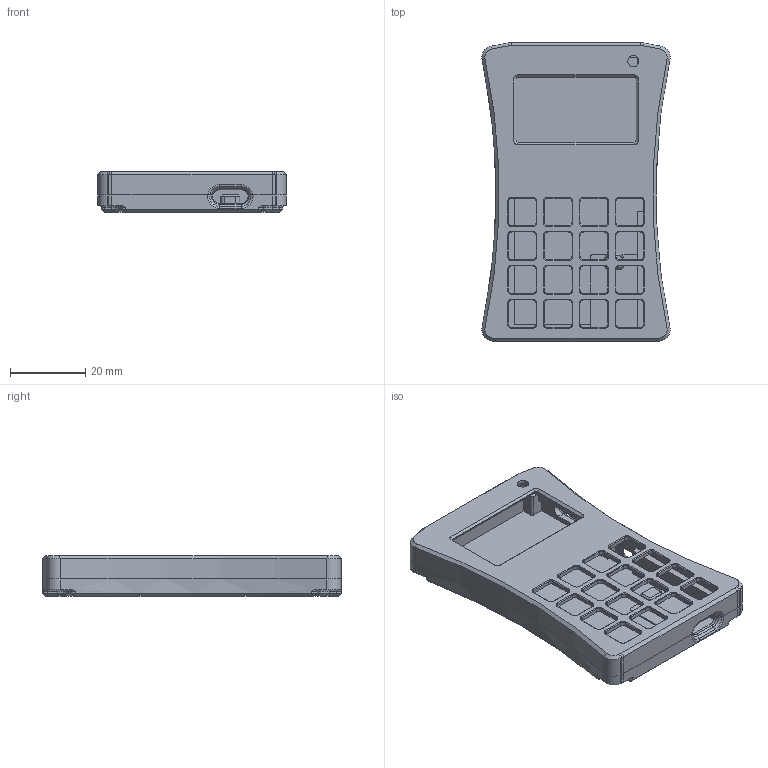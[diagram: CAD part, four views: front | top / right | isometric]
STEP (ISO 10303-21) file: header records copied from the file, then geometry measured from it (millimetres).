
FILE_DESCRIPTION(('FreeCAD Model'),'2;1');
FILE_NAME('Open CASCADE Shape Model','2025-11-01T18:39:32',(''),(''), 'Open CASCADE STEP processor 7.8','FreeCAD','Unknown');
FILE_SCHEMA(('AUTOMOTIVE_DESIGN { 1 0 10303 214 1 1 1 1 }'));
Length unit declared in the file: millimetre
Products named in the file (3): Unnamed1; Top; Bottom
Assembly tree (2 placements, depth 2):
  Unnamed1
    Top
    Bottom
Bounding box: 49.89 x 79.2 x 10.83 mm (x, y, z)
Volume: 14354.9 mm3; surface area: 17748.9 mm2
Topology: 2 solids, 2 shells, 614 faces, 1583 edges, 977 vertices
Faces by surface type: plane 273, cylinder 197, cone 111, torus 25, bspline 8
Full cylindrical faces by diameter (mm): 3 x1, 3.4 x4
Entity records: 18818 total; most frequent: CARTESIAN_POINT 3490, DIRECTION 3281, ORIENTED_EDGE 3166, EDGE_CURVE 1583, AXIS2_PLACEMENT_3D 1152, VERTEX_POINT 977, LINE 977, VECTOR 977
